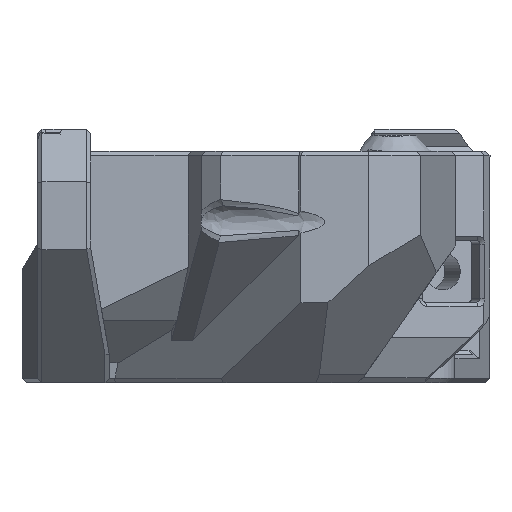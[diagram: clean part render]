
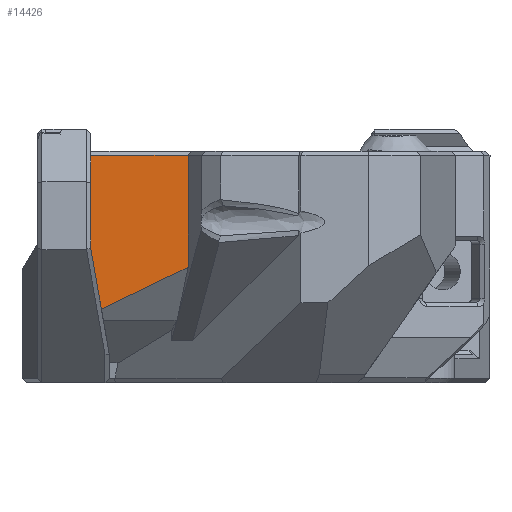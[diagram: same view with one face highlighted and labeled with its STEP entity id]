
A CAD part, left-side view. The second image highlights one B-rep face of the part: STEP entity #14426.
In plain terms, the highlighted planar face has unit normal (-1, 0, 0).
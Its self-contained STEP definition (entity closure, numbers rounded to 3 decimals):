
#1304=LINE('',#24621,#2813);
#1319=LINE('',#24708,#2828);
#1321=LINE('',#24712,#2830);
#1365=LINE('',#24798,#2874);
#1391=LINE('',#24853,#2900);
#2813=VECTOR('',#18502,1000.);
#2828=VECTOR('',#18539,1000.);
#2830=VECTOR('',#18543,1000.);
#2874=VECTOR('',#18617,1000.);
#2900=VECTOR('',#18663,1000.);
#3723=PLANE('',#15584);
#6721=ORIENTED_EDGE('',*,*,#9635,.T.);
#6722=ORIENTED_EDGE('',*,*,#9732,.T.);
#6723=ORIENTED_EDGE('',*,*,#9704,.F.);
#6724=ORIENTED_EDGE('',*,*,#9659,.F.);
#6725=ORIENTED_EDGE('',*,*,#9657,.T.);
#9635=EDGE_CURVE('',#11274,#11273,#1304,.T.);
#9657=EDGE_CURVE('',#11288,#11274,#1319,.T.);
#9659=EDGE_CURVE('',#11288,#11291,#1321,.T.);
#9704=EDGE_CURVE('',#11291,#11318,#1365,.T.);
#9732=EDGE_CURVE('',#11273,#11318,#1391,.T.);
#11273=VERTEX_POINT('',#24620);
#11274=VERTEX_POINT('',#24622);
#11288=VERTEX_POINT('',#24705);
#11291=VERTEX_POINT('',#24713);
#11318=VERTEX_POINT('',#24799);
#12631=EDGE_LOOP('',(#6721,#6722,#6723,#6724,#6725));
#13549=FACE_BOUND('',#12631,.T.);
#14426=ADVANCED_FACE('',(#13549),#3723,.T.);
#15584=AXIS2_PLACEMENT_3D('',#24852,#18661,#18662);
#18502=DIRECTION('',(0.,0.,1.));
#18539=DIRECTION('',(0.,-0.901,0.435));
#18543=DIRECTION('',(0.,0.174,0.985));
#18617=DIRECTION('',(0.,0.,1.));
#18661=DIRECTION('',(-1.,0.,0.));
#18662=DIRECTION('',(0.,-1.,0.));
#18663=DIRECTION('',(0.,1.,0.));
#24620=CARTESIAN_POINT('',(-12.879,3.617,20.8));
#24621=CARTESIAN_POINT('',(-12.879,3.617,16.68));
#24622=CARTESIAN_POINT('',(-12.879,3.617,10.571));
#24705=CARTESIAN_POINT('',(-12.879,11.544,6.745));
#24708=CARTESIAN_POINT('',(-12.879,-0.636,12.624));
#24712=CARTESIAN_POINT('',(-12.879,12.936,14.628));
#24713=CARTESIAN_POINT('',(-12.879,12.5,12.16));
#24798=CARTESIAN_POINT('',(-12.879,12.5,16.68));
#24799=CARTESIAN_POINT('',(-12.879,12.5,20.8));
#24852=CARTESIAN_POINT('',(-12.879,1.321,16.68));
#24853=CARTESIAN_POINT('',(-12.879,1.321,20.8));
